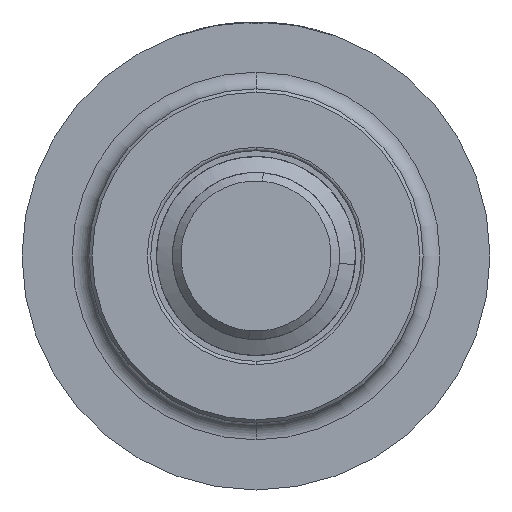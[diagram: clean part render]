
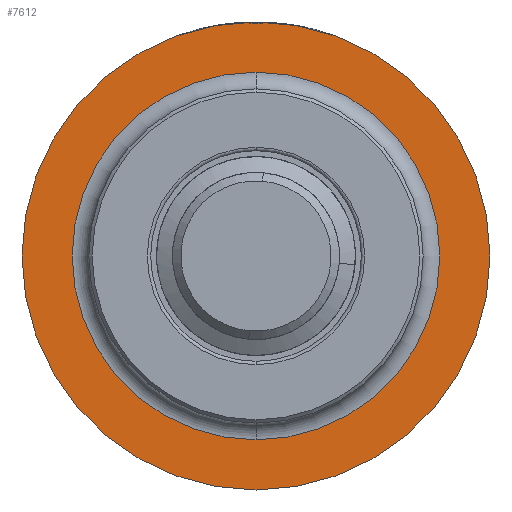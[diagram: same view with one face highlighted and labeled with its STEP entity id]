
A CAD part, front view. The second image highlights one B-rep face of the part: STEP entity #7612.
In plain terms, the highlighted planar face has unit normal (0, -1, 0).
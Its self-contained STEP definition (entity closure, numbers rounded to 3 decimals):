
#2 = EDGE_CURVE ( 'NONE', #5858, #1484, #3393, .T. ) ;
#13 = CARTESIAN_POINT ( 'NONE',  ( 0., 7.42, 0. ) ) ;
#292 = DIRECTION ( 'NONE',  ( 0., -1., 0. ) ) ;
#511 = EDGE_CURVE ( 'NONE', #8186, #4876, #4987, .T. ) ;
#533 = AXIS2_PLACEMENT_3D ( 'NONE', #696, #6315, #3795 ) ;
#684 = CARTESIAN_POINT ( 'NONE',  ( 0., 7.42, 14. ) ) ;
#696 = CARTESIAN_POINT ( 'NONE',  ( 0., 7.42, 0. ) ) ;
#1270 = DIRECTION ( 'NONE',  ( 0., 0., -1. ) ) ;
#1293 = DIRECTION ( 'NONE',  ( 0., 0., -1. ) ) ;
#1352 = ORIENTED_EDGE ( 'NONE', *, *, #511, .F. ) ;
#1484 = VERTEX_POINT ( 'NONE', #5150 ) ;
#1544 = AXIS2_PLACEMENT_3D ( 'NONE', #1909, #7620, #1293 ) ;
#1557 = CARTESIAN_POINT ( 'NONE',  ( 11., 7.42, 0. ) ) ;
#1807 = ORIENTED_EDGE ( 'NONE', *, *, #8158, .T. ) ;
#1909 = CARTESIAN_POINT ( 'NONE',  ( 0., 7.42, 0. ) ) ;
#2077 = EDGE_LOOP ( 'NONE', ( #5835, #1352 ) ) ;
#2748 = DIRECTION ( 'NONE',  ( 0., -1., 0. ) ) ;
#3089 = CIRCLE ( 'NONE', #1544, 11. ) ;
#3158 = CARTESIAN_POINT ( 'NONE',  ( 0., 7.42, 11. ) ) ;
#3383 = AXIS2_PLACEMENT_3D ( 'NONE', #3988, #2748, #7828 ) ;
#3393 = CIRCLE ( 'NONE', #4923, 14. ) ;
#3795 = DIRECTION ( 'NONE',  ( 0., 0., -1. ) ) ;
#3988 = CARTESIAN_POINT ( 'NONE',  ( 0., 7.42, 0. ) ) ;
#4030 = EDGE_LOOP ( 'NONE', ( #1807, #5350 ) ) ;
#4471 = DIRECTION ( 'NONE',  ( 0., -1., 0. ) ) ;
#4876 = VERTEX_POINT ( 'NONE', #7268 ) ;
#4923 = AXIS2_PLACEMENT_3D ( 'NONE', #13, #4471, #1270 ) ;
#4987 = CIRCLE ( 'NONE', #3383, 11. ) ;
#5150 = CARTESIAN_POINT ( 'NONE',  ( 0., 7.42, -14. ) ) ;
#5301 = DIRECTION ( 'NONE',  ( 0., 0., -1. ) ) ;
#5350 = ORIENTED_EDGE ( 'NONE', *, *, #2, .T. ) ;
#5386 = EDGE_CURVE ( 'NONE', #4876, #8186, #3089, .T. ) ;
#5463 = FACE_BOUND ( 'NONE', #2077, .T. ) ;
#5835 = ORIENTED_EDGE ( 'NONE', *, *, #5386, .F. ) ;
#5847 = FACE_OUTER_BOUND ( 'NONE', #4030, .T. ) ;
#5858 = VERTEX_POINT ( 'NONE', #684 ) ;
#5937 = PLANE ( 'NONE',  #7041 ) ;
#6315 = DIRECTION ( 'NONE',  ( 0., -1., 0. ) ) ;
#6846 = CIRCLE ( 'NONE', #533, 14. ) ;
#7041 = AXIS2_PLACEMENT_3D ( 'NONE', #1557, #292, #5301 ) ;
#7268 = CARTESIAN_POINT ( 'NONE',  ( 0., 7.42, -11. ) ) ;
#7612 = ADVANCED_FACE ( 'NONE', ( #5847, #5463 ), #5937, .T. ) ;
#7620 = DIRECTION ( 'NONE',  ( 0., -1., 0. ) ) ;
#7828 = DIRECTION ( 'NONE',  ( 0., 0., -1. ) ) ;
#8158 = EDGE_CURVE ( 'NONE', #1484, #5858, #6846, .T. ) ;
#8186 = VERTEX_POINT ( 'NONE', #3158 ) ;
